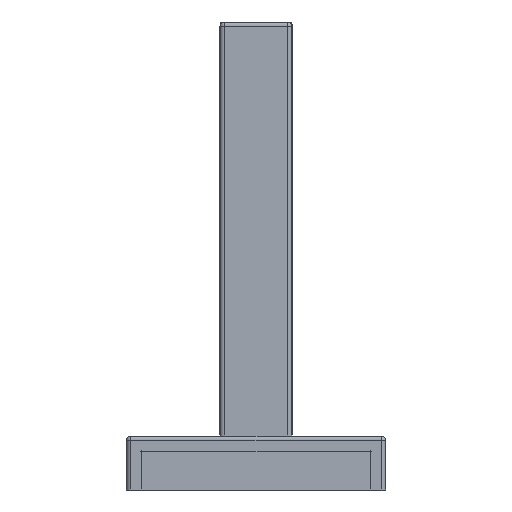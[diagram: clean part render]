
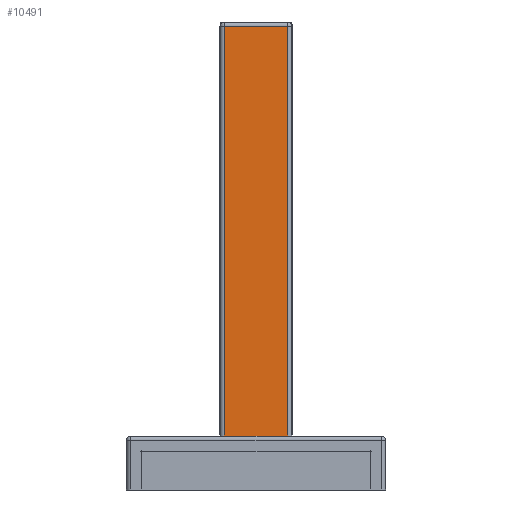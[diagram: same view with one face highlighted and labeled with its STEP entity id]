
A CAD part, left-side view. The second image highlights one B-rep face of the part: STEP entity #10491.
In plain terms, the highlighted planar face has unit normal (-1, 0, 0).
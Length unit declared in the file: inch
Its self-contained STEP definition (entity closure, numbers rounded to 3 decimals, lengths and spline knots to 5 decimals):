
#7753=DIRECTION('',(0.,-1.,0.));
#7754=VECTOR('',#7753,0.44);
#7755=CARTESIAN_POINT('',(-0.25,0.22,0.1));
#7756=LINE('',#7755,#7754);
#7757=DIRECTION('',(0.,0.,-1.));
#7758=VECTOR('',#7757,2.845);
#7759=CARTESIAN_POINT('',(-0.25,0.22,2.945));
#7760=LINE('',#7759,#7758);
#7761=DIRECTION('',(0.,-1.,0.));
#7762=VECTOR('',#7761,0.44);
#7763=CARTESIAN_POINT('',(-0.25,0.22,2.945));
#7764=LINE('',#7763,#7762);
#7765=DIRECTION('',(0.,0.,-1.));
#7766=VECTOR('',#7765,2.845);
#7767=CARTESIAN_POINT('',(-0.25,-0.22,2.945));
#7768=LINE('',#7767,#7766);
#10049=CARTESIAN_POINT('',(-0.25,0.22,2.945));
#10050=CARTESIAN_POINT('',(-0.25,-0.22,2.945));
#10051=VERTEX_POINT('',#10049);
#10052=VERTEX_POINT('',#10050);
#10205=CARTESIAN_POINT('',(-0.25,0.22,0.1));
#10206=CARTESIAN_POINT('',(-0.25,-0.22,0.1));
#10207=VERTEX_POINT('',#10205);
#10208=VERTEX_POINT('',#10206);
#10477=CARTESIAN_POINT('',(-0.25,0.25,0.));
#10478=DIRECTION('',(-1.,0.,0.));
#10479=DIRECTION('',(0.,-1.,0.));
#10480=AXIS2_PLACEMENT_3D('',#10477,#10478,#10479);
#10481=PLANE('',#10480);
#10482=ORIENTED_EDGE('',*,*,#10432,.F.);
#10484=ORIENTED_EDGE('',*,*,#10483,.F.);
#10486=ORIENTED_EDGE('',*,*,#10485,.T.);
#10488=ORIENTED_EDGE('',*,*,#10487,.T.);
#10489=EDGE_LOOP('',(#10482,#10484,#10486,#10488));
#10490=FACE_OUTER_BOUND('',#10489,.F.);
#10491=ADVANCED_FACE('',(#10490),#10481,.T.);
#10432=EDGE_CURVE('',#10207,#10208,#7756,.T.);
#10483=EDGE_CURVE('',#10051,#10207,#7760,.T.);
#10485=EDGE_CURVE('',#10051,#10052,#7764,.T.);
#10487=EDGE_CURVE('',#10052,#10208,#7768,.T.);
